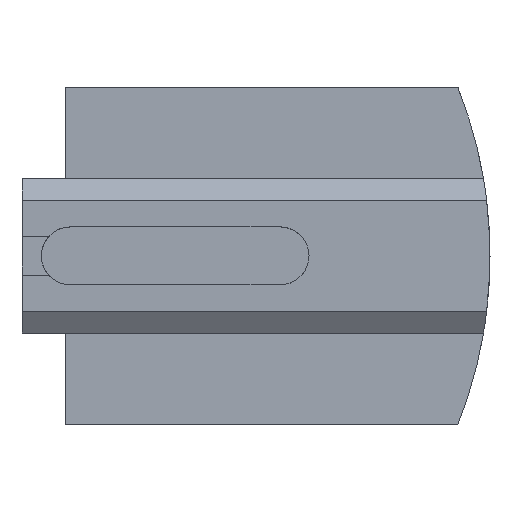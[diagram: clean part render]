
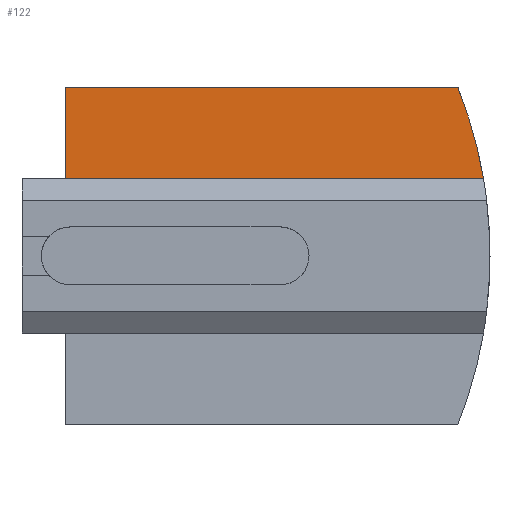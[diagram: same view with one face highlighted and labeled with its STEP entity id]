
A CAD part, top view. The second image highlights one B-rep face of the part: STEP entity #122.
In plain terms, the highlighted planar face has unit normal (0, 0, 1).
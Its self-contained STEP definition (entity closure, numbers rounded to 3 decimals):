
#122=ADVANCED_FACE('',(#193),#151,.T.);
#151=PLANE('',#1034);
#193=FACE_OUTER_BOUND('',#249,.T.);
#249=EDGE_LOOP('',(#488,#489,#490,#491));
#279=CIRCLE('',#991,95.);
#488=ORIENTED_EDGE('',*,*,#752,.F.);
#489=ORIENTED_EDGE('',*,*,#753,.T.);
#490=ORIENTED_EDGE('',*,*,#754,.F.);
#491=ORIENTED_EDGE('',*,*,#702,.F.);
#606=VERTEX_POINT('',#1548);
#607=VERTEX_POINT('',#1550);
#635=VERTEX_POINT('',#1658);
#636=VERTEX_POINT('',#1660);
#702=EDGE_CURVE('',#606,#607,#279,.T.);
#752=EDGE_CURVE('',#635,#606,#838,.T.);
#753=EDGE_CURVE('',#635,#636,#839,.T.);
#754=EDGE_CURVE('',#607,#636,#840,.T.);
#838=LINE('',#1657,#920);
#839=LINE('',#1659,#921);
#840=LINE('',#1661,#922);
#920=VECTOR('',#1264,1.);
#921=VECTOR('',#1265,1.);
#922=VECTOR('',#1266,1.);
#991=AXIS2_PLACEMENT_3D('',#1549,#1152,#1153);
#1034=AXIS2_PLACEMENT_3D('',#1662,#1267,#1268);
#1152=DIRECTION('',(0.,0.,-1.));
#1153=DIRECTION('',(1.,0.,0.));
#1264=DIRECTION('',(1.,0.,0.));
#1265=DIRECTION('',(0.,-1.,0.));
#1266=DIRECTION('',(-1.,0.,0.));
#1267=DIRECTION('',(0.,0.,1.));
#1268=DIRECTION('',(0.,1.,0.));
#1548=CARTESIAN_POINT('',(80.318,35.,0.));
#1549=CARTESIAN_POINT('',(-8.,0.,0.));
#1550=CARTESIAN_POINT('',(85.643,16.,0.));
#1657=CARTESIAN_POINT('',(87.,35.,0.));
#1658=CARTESIAN_POINT('',(-1.,35.,0.));
#1659=CARTESIAN_POINT('',(-1.,35.,0.));
#1660=CARTESIAN_POINT('',(-1.,16.,0.));
#1661=CARTESIAN_POINT('',(87.,16.,0.));
#1662=CARTESIAN_POINT('',(87.,35.,0.));
